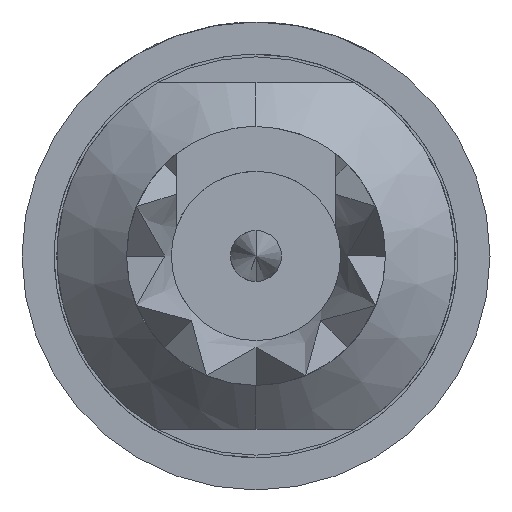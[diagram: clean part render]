
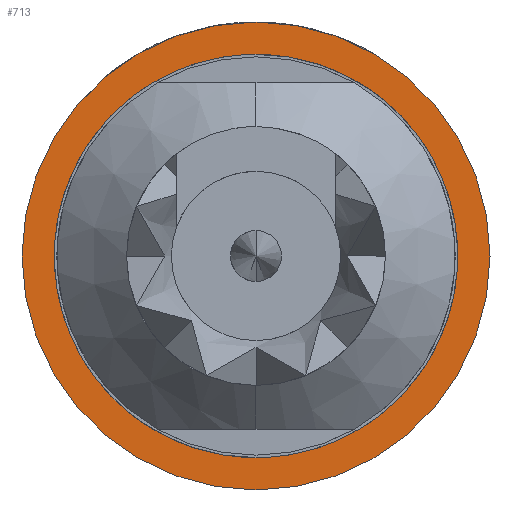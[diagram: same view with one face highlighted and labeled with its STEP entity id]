
A CAD part, left-side view. The second image highlights one B-rep face of the part: STEP entity #713.
In plain terms, the highlighted planar face has unit normal (-1, 0, 0).
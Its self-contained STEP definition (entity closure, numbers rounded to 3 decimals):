
#1 = ORIENTED_EDGE ( 'NONE', *, *, #3853, .F. ) ;
#14 = CARTESIAN_POINT ( 'NONE',  ( -19.2, 0., 2.025 ) ) ;
#38 = DIRECTION ( 'NONE',  ( 0., 0., -1. ) ) ;
#66 = CARTESIAN_POINT ( 'NONE',  ( -19.2, 1.619, 1.244 ) ) ;
#88 = CARTESIAN_POINT ( 'NONE',  ( -19.2, 1.972, -0.53 ) ) ;
#197 = CARTESIAN_POINT ( 'NONE',  ( -19.2, -0.265, -2.025 ) ) ;
#219 = CARTESIAN_POINT ( 'NONE',  ( -19.2, 0., -2.025 ) ) ;
#261 = CARTESIAN_POINT ( 'NONE',  ( -19.2, 0., 0. ) ) ;
#296 = CARTESIAN_POINT ( 'NONE',  ( -19.2, 0., 2.025 ) ) ;
#312 = CARTESIAN_POINT ( 'NONE',  ( -19.2, -1.619, 1.244 ) ) ;
#409 = CARTESIAN_POINT ( 'NONE',  ( -19.2, 0., -2.025 ) ) ;
#520 = CARTESIAN_POINT ( 'NONE',  ( -19.2, 0., -2.025 ) ) ;
#713 = ADVANCED_FACE ( 'Defeature ausgef�hrt14_5', ( #3719, #4318 ), #4072, .F. ) ;
#721 = B_SPLINE_CURVE_WITH_KNOTS ( 'NONE', 3,
 ( #14, #3936, #3544, #4420, #2253, #66, #4446, #1421, #2300, #1404, #88, #3598, #1906, #5336, #3181, #5408, #4878, #520 ),
 .UNSPECIFIED., .F., .F.,
 ( 4, 2, 2, 2, 2, 2, 2, 2, 4 ),
 ( 0., 0.125, 0.25, 0.375, 0.5, 0.625, 0.75, 0.875, 1. ),
 .UNSPECIFIED. ) ;
#728 = CARTESIAN_POINT ( 'NONE',  ( -19.2, -2.025, -0.265 ) ) ;
#744 = CARTESIAN_POINT ( 'NONE',  ( -19.2, -1.972, -0.53 ) ) ;
#831 = ORIENTED_EDGE ( 'NONE', *, *, #2409, .F. ) ;
#879 = ORIENTED_EDGE ( 'NONE', *, *, #1555, .F. ) ;
#921 = AXIS2_PLACEMENT_3D ( 'NONE', #261, #4235, #1611 ) ;
#1138 = CARTESIAN_POINT ( 'NONE',  ( -19.2, -0.265, 2.025 ) ) ;
#1169 = CARTESIAN_POINT ( 'NONE',  ( -19.2, -1.769, 1.02 ) ) ;
#1193 = CARTESIAN_POINT ( 'NONE',  ( -19.2, -1.972, 0.53 ) ) ;
#1266 = DIRECTION ( 'NONE',  ( 1., 0., 0. ) ) ;
#1404 = CARTESIAN_POINT ( 'NONE',  ( -19.2, 2.025, -0.265 ) ) ;
#1421 = CARTESIAN_POINT ( 'NONE',  ( -19.2, 1.972, 0.53 ) ) ;
#1429 = CARTESIAN_POINT ( 'NONE',  ( -19.2, 2.35, 0. ) ) ;
#1555 = EDGE_CURVE ( 'NONE', #5478, #2363, #4384, .T. ) ;
#1594 = ORIENTED_EDGE ( 'NONE', *, *, #2132, .F. ) ;
#1611 = DIRECTION ( 'NONE',  ( 0., -1., 0. ) ) ;
#1906 = CARTESIAN_POINT ( 'NONE',  ( -19.2, 1.619, -1.244 ) ) ;
#1924 = CARTESIAN_POINT ( 'NONE',  ( -19.2, -1.02, -1.769 ) ) ;
#2008 = CARTESIAN_POINT ( 'NONE',  ( -19.2, 0., 0. ) ) ;
#2013 = CARTESIAN_POINT ( 'NONE',  ( -19.2, -2.35, 0. ) ) ;
#2072 = VERTEX_POINT ( 'NONE', #409 ) ;
#2132 = EDGE_CURVE ( 'NONE', #2896, #2072, #721, .T. ) ;
#2253 = CARTESIAN_POINT ( 'NONE',  ( -19.2, 1.244, 1.619 ) ) ;
#2294 = CARTESIAN_POINT ( 'NONE',  ( -19.2, 2.05, 0. ) ) ;
#2300 = CARTESIAN_POINT ( 'NONE',  ( -19.2, 2.025, 0.265 ) ) ;
#2363 = VERTEX_POINT ( 'NONE', #1429 ) ;
#2409 = EDGE_CURVE ( 'NONE', #2072, #2896, #4101, .T. ) ;
#2896 = VERTEX_POINT ( 'NONE', #4726 ) ;
#3181 = CARTESIAN_POINT ( 'NONE',  ( -19.2, 1.02, -1.769 ) ) ;
#3336 = CARTESIAN_POINT ( 'NONE',  ( -19.2, -1.02, 1.769 ) ) ;
#3370 = CARTESIAN_POINT ( 'NONE',  ( -19.2, -1.769, -1.02 ) ) ;
#3544 = CARTESIAN_POINT ( 'NONE',  ( -19.2, 0.53, 1.972 ) ) ;
#3598 = CARTESIAN_POINT ( 'NONE',  ( -19.2, 1.769, -1.02 ) ) ;
#3719 = FACE_OUTER_BOUND ( 'NONE', #4910, .T. ) ;
#3733 = CARTESIAN_POINT ( 'NONE',  ( -19.2, -1.244, -1.619 ) ) ;
#3748 = CARTESIAN_POINT ( 'NONE',  ( -19.2, -0.53, 1.972 ) ) ;
#3853 = EDGE_CURVE ( 'NONE', #2363, #5478, #4581, .T. ) ;
#3936 = CARTESIAN_POINT ( 'NONE',  ( -19.2, 0.265, 2.025 ) ) ;
#4063 = EDGE_LOOP ( 'NONE', ( #831, #1594 ) ) ;
#4072 = PLANE ( 'NONE',  #4292 ) ;
#4101 = B_SPLINE_CURVE_WITH_KNOTS ( 'NONE', 3,
 ( #219, #197, #5004, #1924, #3733, #4981, #3370, #744, #728, #5110, #1193, #1169, #312, #5080, #3336, #3748, #1138, #296 ),
 .UNSPECIFIED., .F., .F.,
 ( 4, 2, 2, 2, 2, 2, 2, 2, 4 ),
 ( 0., 0.125, 0.25, 0.375, 0.5, 0.625, 0.75, 0.875, 1. ),
 .UNSPECIFIED. ) ;
#4235 = DIRECTION ( 'NONE',  ( 1., 0., 0. ) ) ;
#4292 = AXIS2_PLACEMENT_3D ( 'NONE', #2294, #5331, #38 ) ;
#4318 = FACE_BOUND ( 'NONE', #4063, .T. ) ;
#4384 = CIRCLE ( 'NONE', #921, 2.35 ) ;
#4420 = CARTESIAN_POINT ( 'NONE',  ( -19.2, 1.02, 1.769 ) ) ;
#4446 = CARTESIAN_POINT ( 'NONE',  ( -19.2, 1.769, 1.02 ) ) ;
#4513 = AXIS2_PLACEMENT_3D ( 'NONE', #2008, #1266, #5631 ) ;
#4581 = CIRCLE ( 'NONE', #4513, 2.35 ) ;
#4726 = CARTESIAN_POINT ( 'NONE',  ( -19.2, 0., 2.025 ) ) ;
#4878 = CARTESIAN_POINT ( 'NONE',  ( -19.2, 0.265, -2.025 ) ) ;
#4910 = EDGE_LOOP ( 'NONE', ( #879, #1 ) ) ;
#4981 = CARTESIAN_POINT ( 'NONE',  ( -19.2, -1.619, -1.244 ) ) ;
#5004 = CARTESIAN_POINT ( 'NONE',  ( -19.2, -0.53, -1.972 ) ) ;
#5080 = CARTESIAN_POINT ( 'NONE',  ( -19.2, -1.244, 1.619 ) ) ;
#5110 = CARTESIAN_POINT ( 'NONE',  ( -19.2, -2.025, 0.265 ) ) ;
#5331 = DIRECTION ( 'NONE',  ( 1., 0., 0. ) ) ;
#5336 = CARTESIAN_POINT ( 'NONE',  ( -19.2, 1.244, -1.619 ) ) ;
#5408 = CARTESIAN_POINT ( 'NONE',  ( -19.2, 0.53, -1.972 ) ) ;
#5478 = VERTEX_POINT ( 'NONE', #2013 ) ;
#5631 = DIRECTION ( 'NONE',  ( 0., -1., 0. ) ) ;
